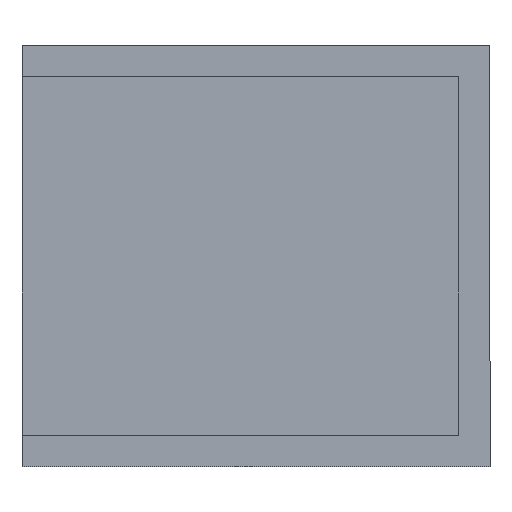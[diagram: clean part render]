
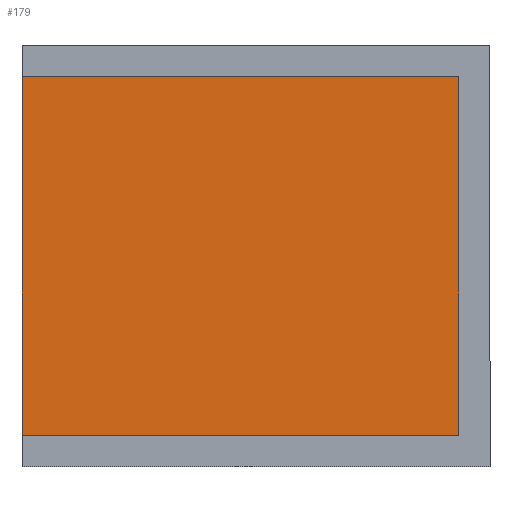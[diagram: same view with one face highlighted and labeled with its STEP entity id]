
A CAD part, top view. The second image highlights one B-rep face of the part: STEP entity #179.
In plain terms, the highlighted planar face has unit normal (0, 0, 1).
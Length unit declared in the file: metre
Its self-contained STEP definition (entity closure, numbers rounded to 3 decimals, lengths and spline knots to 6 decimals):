
#16=ORIENTED_EDGE('',*,*,#64,.F.);
#17=ORIENTED_EDGE('',*,*,#65,.F.);
#18=ORIENTED_EDGE('',*,*,#66,.F.);
#19=ORIENTED_EDGE('',*,*,#67,.T.);
#64=EDGE_CURVE('',#88,#89,#104,.T.);
#65=EDGE_CURVE('',#90,#88,#105,.T.);
#66=EDGE_CURVE('',#91,#90,#106,.T.);
#67=EDGE_CURVE('',#91,#89,#107,.T.);
#88=VERTEX_POINT('',#269);
#89=VERTEX_POINT('',#270);
#90=VERTEX_POINT('',#272);
#91=VERTEX_POINT('',#274);
#104=LINE('',#268,#128);
#105=LINE('',#271,#129);
#106=LINE('',#273,#130);
#107=LINE('',#275,#131);
#128=VECTOR('',#221,1.);
#129=VECTOR('',#222,1.);
#130=VECTOR('',#223,1.);
#131=VECTOR('',#224,1.);
#149=EDGE_LOOP('',(#16,#17,#18,#19));
#159=FACE_BOUND('',#149,.T.);
#169=PLANE('',#202);
#179=ADVANCED_FACE('',(#159),#169,.T.);
#202=AXIS2_PLACEMENT_3D('',#267,#219,#220);
#219=DIRECTION('',(0.,0.,1.));
#220=DIRECTION('',(1.,0.,0.));
#221=DIRECTION('',(0.,-1.,0.));
#222=DIRECTION('',(1.,0.,0.));
#223=DIRECTION('',(0.,1.,0.));
#224=DIRECTION('',(1.,0.,0.));
#267=CARTESIAN_POINT('',(-0.015,0.0135,0.004));
#268=CARTESIAN_POINT('',(-0.002,0.042569,0.004));
#269=CARTESIAN_POINT('',(-0.002,0.025,0.004));
#270=CARTESIAN_POINT('',(-0.002,0.002,0.004));
#271=CARTESIAN_POINT('',(-0.040569,0.025,0.004));
#272=CARTESIAN_POINT('',(-0.03,0.025,0.004));
#273=CARTESIAN_POINT('',(-0.03,0.0135,0.004));
#274=CARTESIAN_POINT('',(-0.03,0.002,0.004));
#275=CARTESIAN_POINT('',(-0.040569,0.002,0.004));
